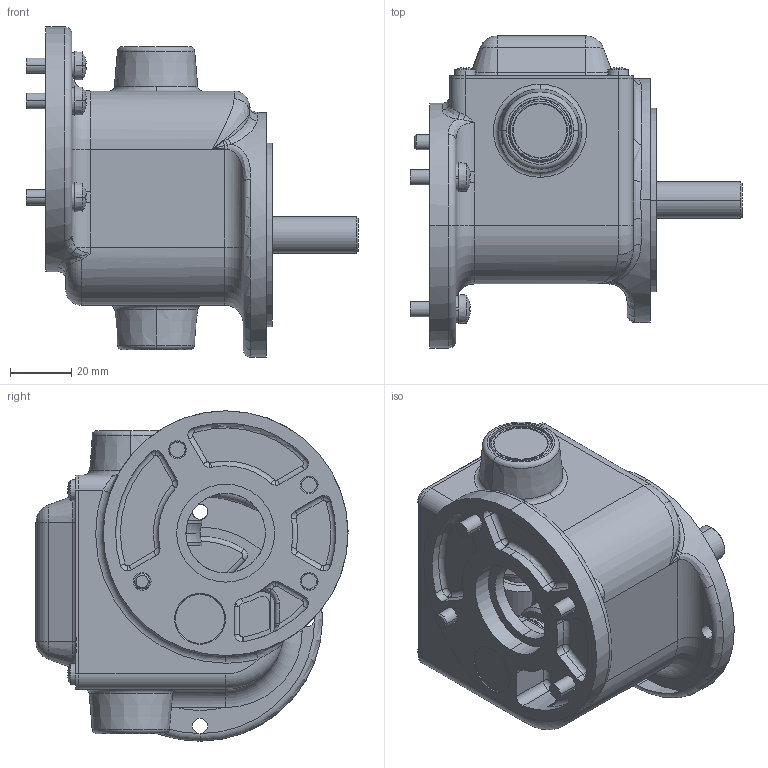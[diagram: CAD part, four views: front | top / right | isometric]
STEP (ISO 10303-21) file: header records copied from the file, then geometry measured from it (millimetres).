
FILE_DESCRIPTION (( 'STEP AP203' ), '1' );
FILE_NAME ('Z5.STEP', '2013-12-10T08:38:18', ( 'kob' ), ( 'Microsoft' ), 'SwSTEP 2.0', 'SolidWorks 2012', '' );
FILE_SCHEMA (( 'CONFIG_CONTROL_DESIGN' ));
Length unit declared in the file: millimetre
Products named in the file (1): Z5
Bounding box: 108.5 x 102 x 108 mm (x, y, z)
Surface area: 59953.2 mm2 (no closed solid volume)
Topology: 0 solids, 31 shells, 575 faces, 1657 edges, 1102 vertices
Faces by surface type: plane 181, cylinder 178, torus 107, cone 65, bspline 30, sphere 14
Entity records: 20756 total; most frequent: CARTESIAN_POINT 5437, DIRECTION 3472, ORIENTED_EDGE 2850, EDGE_CURVE 1651, AXIS2_PLACEMENT_3D 1389, VERTEX_POINT 1102, CIRCLE 843, VECTOR 694
